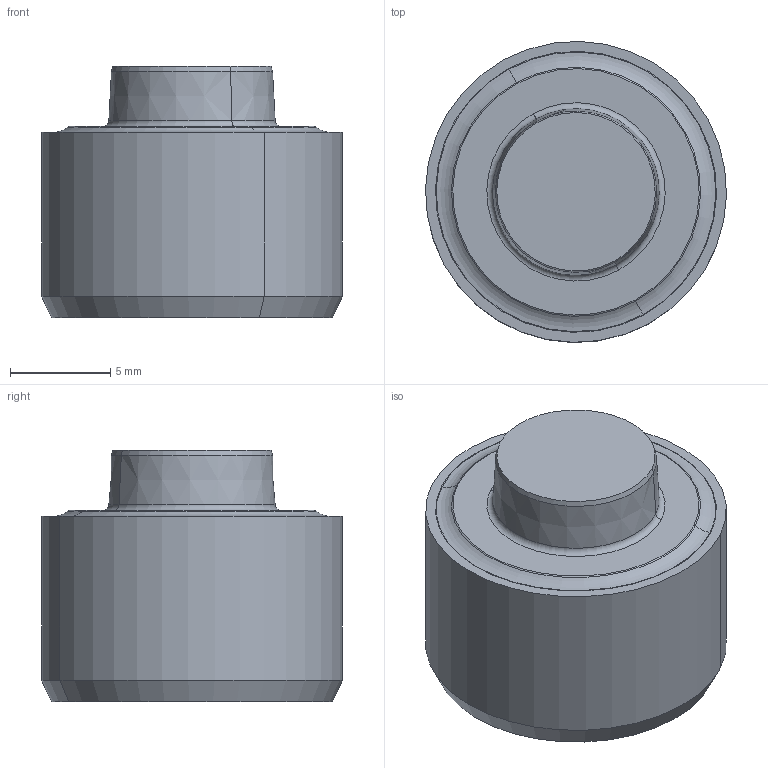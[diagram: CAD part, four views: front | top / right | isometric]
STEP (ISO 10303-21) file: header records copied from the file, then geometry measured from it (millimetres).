
FILE_DESCRIPTION(('CATIA V5 STEP Exchange','CAx-IF Rec.Pracs.--- Model Styling and Organization---1.2---2011-12-15'),'2;1');
FILE_NAME('6153488 - TM-15.000-BL-B6_STPL.stp','2020-01-10T04:20:05+00:00',('none'),('none'),'CATIA Version 5 Release 21 SP 5 (IN-10)','CATIA V5 STEP AP214','none');
FILE_SCHEMA(('AUTOMOTIVE_DESIGN { 1 0 10303 214 1 1 1 1 }'));
Length unit declared in the file: millimetre
Products named in the file (1): TM-15.000-BL-B6
Bounding box: 15 x 15 x 12.53 mm (x, y, z)
Volume: 1814.9 mm3; surface area: 1652.7 mm2
Topology: 2 solids, 2 shells, 23 faces, 48 edges, 31 vertices
Faces by surface type: cone 6, torus 6, cylinder 6, plane 5
Entity records: 707 total; most frequent: CARTESIAN_POINT 133, DIRECTION 101, ORIENTED_EDGE 88, AXIS2_PLACEMENT_3D 59, EDGE_CURVE 44, CIRCLE 31, EDGE_LOOP 26, VERTEX_POINT 26
